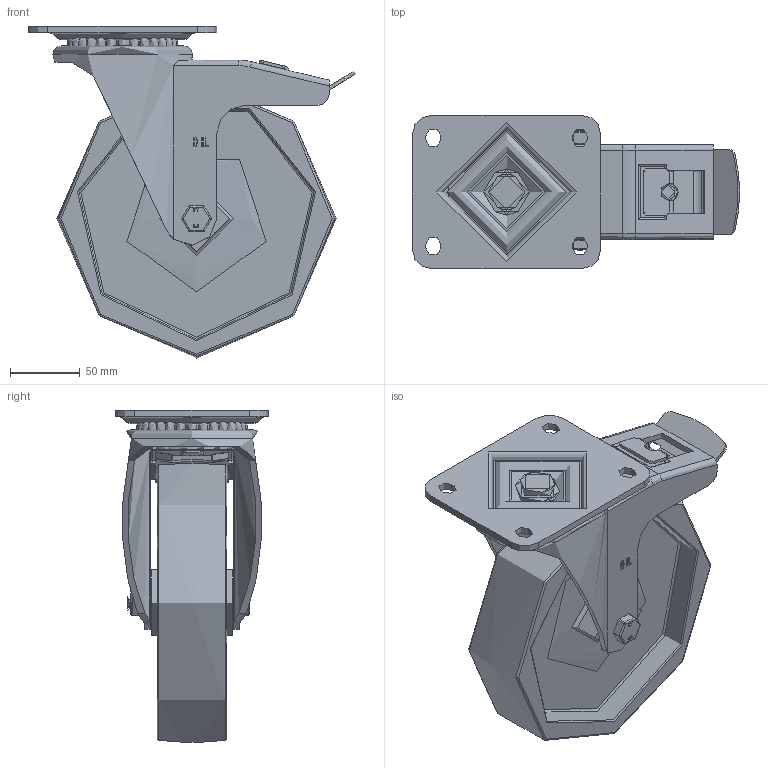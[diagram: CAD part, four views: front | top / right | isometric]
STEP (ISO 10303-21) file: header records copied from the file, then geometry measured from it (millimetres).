
FILE_DESCRIPTION(/* description */ ('','CAx-IF Rec.Pracs.---Representation and Presentation of Product Manufacturing Information (PMI)---4.0---2014-10-13'),/* implementation_level */ '2;1');
FILE_NAME(/* name */ 'BZSPH200NYSWBHT.step',/* time_stamp */ '2025-01-07T16:14:16Z',/* author */ (''),/* organization */ (''),/* preprocessor_version */ 'ST-DEVELOPER v20',/* originating_system */ 'Autodesk Translation Framework v13.20.0.188',/* authorisation */ '');
FILE_SCHEMA (('AP242_MANAGED_MODEL_BASED_3D_ENGINEERING_MIM_LF { 1 0 10303 442 1 1 4 }'));
Length unit declared in the file: millimetre
Products named in the file (22): BZSPH200NYSWB/HT; BZV200WNY5130 v1; FIBRE GLASS FILLED NYLON WHEEL; BZSPH200ASSWBHT - 60 v1; PRESSED STEEL TOP PLATE (1); PRESSED STEEL TOP PLATE Geometry (1); BALL BEARIINGS (1); Component9 (1); BALL BEARINGS (1); Component10 (1); PRESSED STEEL FORKS (1); PRESSED STEEL BRAKE PEDAL (1); PRESSED STEEL BRAKE PEDAL Geometry (1); BRAKE BOLT (1); WASHER (1); BRAKE PAD (1); TUBEM20X60 v1; ZINC PLATED STEEL TUBE; HEXBOLTM12X80Z8.8 v2; GRADE 8.8 ZINC PLATED BOLT; NM12GR8FULLZ/HT v2; NM12GR8FULLZ/HT
Assembly tree (79 placements, depth 5):
  BZSPH200NYSWB/HT
    BZV200WNY5130 v1
      FIBRE GLASS FILLED NYLON WHEEL
    BZSPH200ASSWBHT - 60 v1
      PRESSED STEEL TOP PLATE (1)
        PRESSED STEEL TOP PLATE Geometry (1)
        BALL BEARIINGS (1)
          Component9 (1)  x28
        BALL BEARINGS (1)
          Component10 (1)  x32
      PRESSED STEEL FORKS (1)
      PRESSED STEEL BRAKE PEDAL (1)
        PRESSED STEEL BRAKE PEDAL Geometry (1)
        BRAKE BOLT (1)
        WASHER (1)
      BRAKE PAD (1)
    TUBEM20X60 v1
      ZINC PLATED STEEL TUBE
    HEXBOLTM12X80Z8.8 v2
      GRADE 8.8 ZINC PLATED BOLT
    NM12GR8FULLZ/HT v2
      NM12GR8FULLZ/HT
Bounding box: 234.5 x 110 x 237.85 mm (x, y, z)
Volume: 1067235.8 mm3; surface area: 281042.2 mm2
Topology: 70 solids, 70 shells, 682 faces, 1759 edges, 1128 vertices
Faces by surface type: plane 290, cylinder 199, sphere 78, bspline 60, torus 49, cone 6
Full cylindrical faces by diameter (mm): 9.836 x18, 10 x2, 11.834 x18, 12 x2, 12.2 x2, 12.5 x1, 18 x1, 18.5 x1, 19.9 x1, 20.5 x1, 23.75 x1, 26 x1, 28 x1, 33 x1, 34 x1, 47 x2, 50 x1, 74 x1, 92 x1, 100 x1, 173 x2
Entity records: 26229 total; most frequent: CARTESIAN_POINT 10426, ORIENTED_EDGE 3162, DIRECTION 3133, EDGE_CURVE 1581, AXIS2_PLACEMENT_3D 1150, VERTEX_POINT 1012, LINE 833, VECTOR 833
